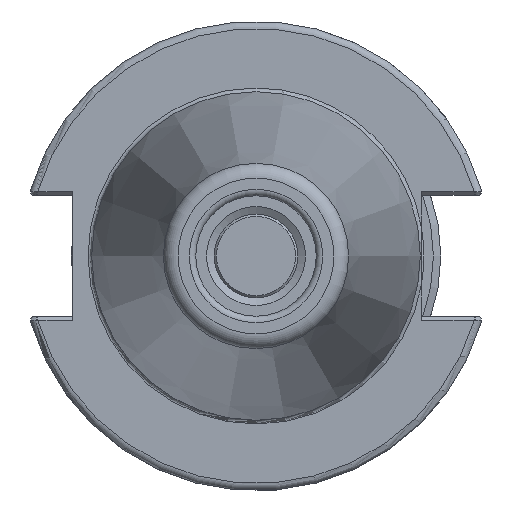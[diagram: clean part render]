
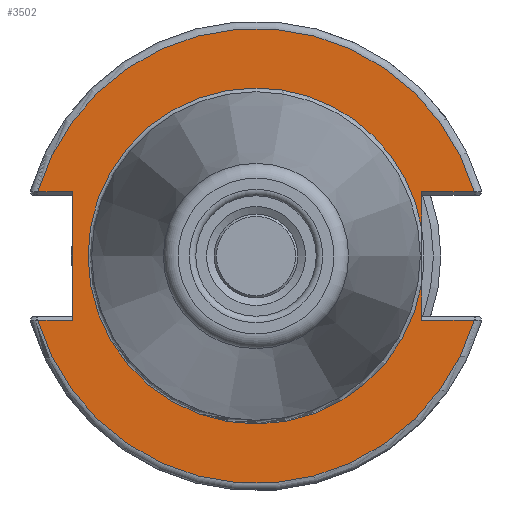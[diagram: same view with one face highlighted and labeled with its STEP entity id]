
A CAD part, left-side view. The second image highlights one B-rep face of the part: STEP entity #3502.
In plain terms, the highlighted planar face has unit normal (-1, 0, 0).
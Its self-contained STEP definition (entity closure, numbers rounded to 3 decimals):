
#238=CIRCLE('',#3805,30.775);
#239=CIRCLE('',#3807,22.725);
#240=CIRCLE('',#3808,22.725);
#241=CIRCLE('',#3809,30.775);
#382=FACE_OUTER_BOUND('',#603,.T.);
#603=EDGE_LOOP('',(#2517,#2518,#2519,#2520,#2521,#2522,#2523,#2524,#2525,
#2526,#2527));
#833=LINE('',#5436,#1131);
#835=LINE('',#5504,#1133);
#836=LINE('',#5510,#1134);
#837=LINE('',#5512,#1135);
#838=LINE('',#5516,#1136);
#839=LINE('',#5518,#1137);
#840=LINE('',#5519,#1138);
#1131=VECTOR('',#4315,10.);
#1133=VECTOR('',#4333,10.);
#1134=VECTOR('',#4338,10.);
#1135=VECTOR('',#4339,10.);
#1136=VECTOR('',#4342,10.);
#1137=VECTOR('',#4343,10.);
#1138=VECTOR('',#4344,10.);
#1489=VERTEX_POINT('',#5429);
#1492=VERTEX_POINT('',#5434);
#1498=VERTEX_POINT('',#5482);
#1500=VERTEX_POINT('',#5503);
#1501=VERTEX_POINT('',#5505);
#1502=VERTEX_POINT('',#5507);
#1503=VERTEX_POINT('',#5509);
#1504=VERTEX_POINT('',#5511);
#1505=VERTEX_POINT('',#5513);
#1506=VERTEX_POINT('',#5515);
#1507=VERTEX_POINT('',#5517);
#1864=EDGE_CURVE('',#1492,#1489,#833,.T.);
#1874=EDGE_CURVE('',#1489,#1498,#238,.T.);
#1877=EDGE_CURVE('',#1492,#1500,#835,.T.);
#1878=EDGE_CURVE('',#1500,#1501,#239,.T.);
#1879=EDGE_CURVE('',#1501,#1502,#240,.T.);
#1880=EDGE_CURVE('',#1502,#1503,#836,.T.);
#1881=EDGE_CURVE('',#1504,#1503,#837,.T.);
#1882=EDGE_CURVE('',#1505,#1504,#241,.T.);
#1883=EDGE_CURVE('',#1506,#1505,#838,.T.);
#1884=EDGE_CURVE('',#1506,#1507,#839,.T.);
#1885=EDGE_CURVE('',#1498,#1507,#840,.T.);
#2517=ORIENTED_EDGE('',*,*,#1864,.F.);
#2518=ORIENTED_EDGE('',*,*,#1877,.T.);
#2519=ORIENTED_EDGE('',*,*,#1878,.T.);
#2520=ORIENTED_EDGE('',*,*,#1879,.T.);
#2521=ORIENTED_EDGE('',*,*,#1880,.T.);
#2522=ORIENTED_EDGE('',*,*,#1881,.F.);
#2523=ORIENTED_EDGE('',*,*,#1882,.F.);
#2524=ORIENTED_EDGE('',*,*,#1883,.F.);
#2525=ORIENTED_EDGE('',*,*,#1884,.T.);
#2526=ORIENTED_EDGE('',*,*,#1885,.F.);
#2527=ORIENTED_EDGE('',*,*,#1874,.F.);
#3346=PLANE('',#3806);
#3502=ADVANCED_FACE('',(#382),#3346,.T.);
#3805=AXIS2_PLACEMENT_3D('',#5483,#4329,#4330);
#3806=AXIS2_PLACEMENT_3D('',#5502,#4331,#4332);
#3807=AXIS2_PLACEMENT_3D('',#5506,#4334,#4335);
#3808=AXIS2_PLACEMENT_3D('',#5508,#4336,#4337);
#3809=AXIS2_PLACEMENT_3D('',#5514,#4340,#4341);
#4315=DIRECTION('',(0.,-1.,0.));
#4329=DIRECTION('center_axis',(1.,0.,0.));
#4330=DIRECTION('ref_axis',(0.,0.,-1.));
#4331=DIRECTION('center_axis',(-1.,0.,0.));
#4332=DIRECTION('ref_axis',(0.,0.,1.));
#4333=DIRECTION('',(0.,0.,1.));
#4334=DIRECTION('center_axis',(1.,0.,0.));
#4335=DIRECTION('ref_axis',(0.,0.,-1.));
#4336=DIRECTION('center_axis',(1.,0.,0.));
#4337=DIRECTION('ref_axis',(0.,0.,-1.));
#4338=DIRECTION('',(0.,0.,1.));
#4339=DIRECTION('',(0.,1.,0.));
#4340=DIRECTION('center_axis',(1.,0.,0.));
#4341=DIRECTION('ref_axis',(0.,0.,-1.));
#4342=DIRECTION('',(0.,1.,0.));
#4343=DIRECTION('',(0.,0.,-1.));
#4344=DIRECTION('',(0.,-1.,0.));
#5429=CARTESIAN_POINT('',(3.175,-29.523,-8.69));
#5434=CARTESIAN_POINT('',(3.175,-22.41,-8.69));
#5436=CARTESIAN_POINT('',(3.175,-4.878,-8.69));
#5482=CARTESIAN_POINT('',(3.175,29.523,-8.69));
#5483=CARTESIAN_POINT('Origin',(3.175,0.,
0.));
#5502=CARTESIAN_POINT('Origin',(3.175,30.775,0.));
#5503=CARTESIAN_POINT('',(3.175,-22.41,-3.771));
#5504=CARTESIAN_POINT('',(3.175,-22.41,-4.095));
#5505=CARTESIAN_POINT('',(3.175,0.,22.725));
#5506=CARTESIAN_POINT('Origin',(3.175,0.,
0.));
#5507=CARTESIAN_POINT('',(3.175,-22.41,3.771));
#5508=CARTESIAN_POINT('Origin',(3.175,0.,
0.));
#5509=CARTESIAN_POINT('',(3.175,-22.41,8.69));
#5510=CARTESIAN_POINT('',(3.175,-22.41,-4.095));
#5511=CARTESIAN_POINT('',(3.175,-29.523,8.69));
#5512=CARTESIAN_POINT('',(3.175,4.182,8.69));
#5513=CARTESIAN_POINT('',(3.175,29.523,8.69));
#5514=CARTESIAN_POINT('Origin',(3.175,0.,
0.));
#5515=CARTESIAN_POINT('',(3.175,24.8,8.69));
#5516=CARTESIAN_POINT('',(3.175,32.958,8.69));
#5517=CARTESIAN_POINT('',(3.175,24.8,-8.69));
#5518=CARTESIAN_POINT('',(3.175,24.8,4.095));
#5519=CARTESIAN_POINT('',(3.175,27.788,-8.69));
